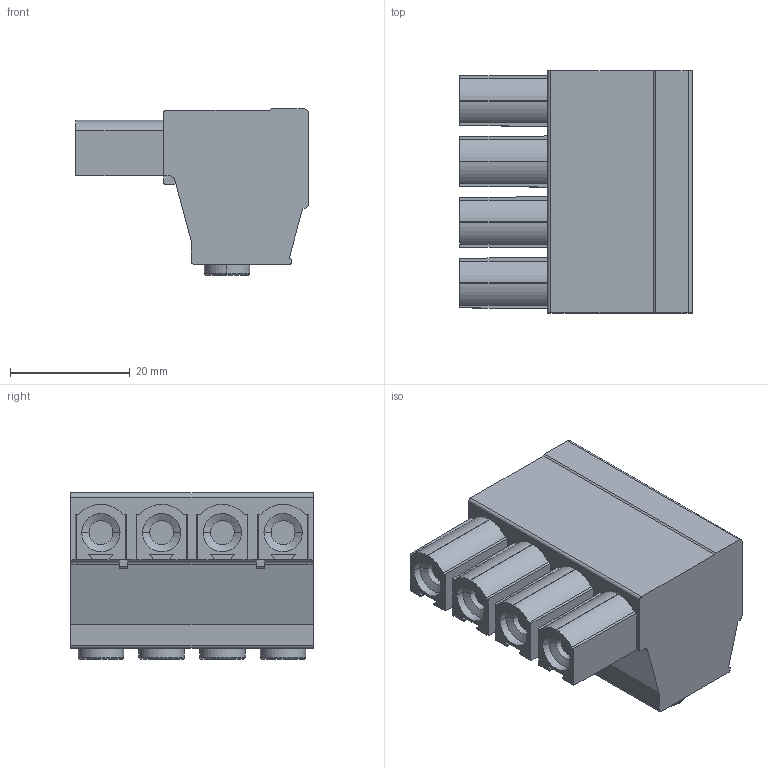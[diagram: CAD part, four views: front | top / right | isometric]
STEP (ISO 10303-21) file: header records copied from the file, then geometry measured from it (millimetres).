
FILE_DESCRIPTION((''),'2;1');
FILE_NAME('TLPS-800V-XXP-XS','2024-09-09T15:26:10',('yanfa'),(''),'CREO PARAMETRIC BY PTC INC, 2018100','CREO PARAMETRIC BY PTC INC, 2018100','');
FILE_SCHEMA(('AUTOMOTIVE_DESIGN { 1 0 10303 214 1 1 1 1 }'));
Length unit declared in the file: millimetre
Products named in the file (1): TLPS-800V-XXP-XS
Bounding box: 38.9 x 40.48 x 27.8 mm (x, y, z)
Volume: 23595.8 mm3; surface area: 8585 mm2
Topology: 1 solids, 1 shells, 278 faces, 740 edges, 480 vertices
Faces by surface type: plane 149, cylinder 113, cone 8, torus 8
Entity records: 8874 total; most frequent: CARTESIAN_POINT 1821, ORIENTED_EDGE 1480, DIRECTION 1419, EDGE_CURVE 740, VERTEX_POINT 480, VECTOR 474, LINE 474, AXIS2_PLACEMENT_3D 471
